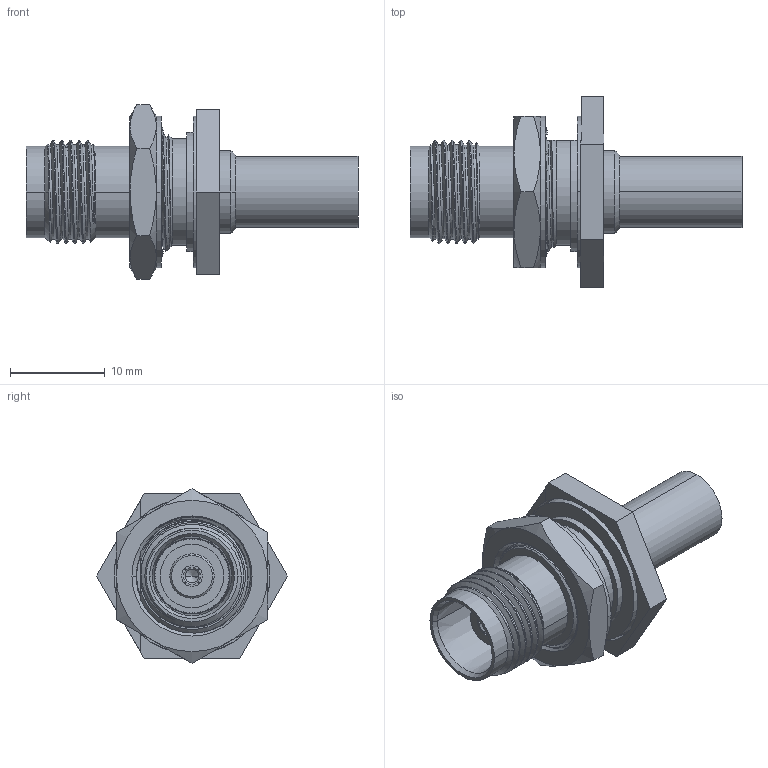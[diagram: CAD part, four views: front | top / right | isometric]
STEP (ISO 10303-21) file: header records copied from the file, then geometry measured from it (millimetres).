
FILE_DESCRIPTION((''),'2;1');
FILE_NAME('31-6828_SW0001','2018-05-24T',('Krishnaprasath'),(''),'CREO PARAMETRIC BY PTC INC, 2017020','CREO PARAMETRIC BY PTC INC, 2017020','');
FILE_SCHEMA(('CONFIG_CONTROL_DESIGN'));
Length unit declared in the file: inch
Products named in the file (1): 31-6828_SW0001
Bounding box: 35.13 x 20.21 x 18.48 mm (x, y, z)
Volume: 2685.6 mm3; surface area: 2915.8 mm2
Topology: 1 solids, 1 shells, 691 faces, 2065 edges, 1379 vertices
Faces by surface type: plane 311, cylinder 146, cone 124, bspline 110
Entity records: 33274 total; most frequent: CARTESIAN_POINT 15553, ORIENTED_EDGE 4126, DIRECTION 3158, EDGE_CURVE 2063, VERTEX_POINT 1379, AXIS2_PLACEMENT_3D 1080, VECTOR 998, LINE 998
